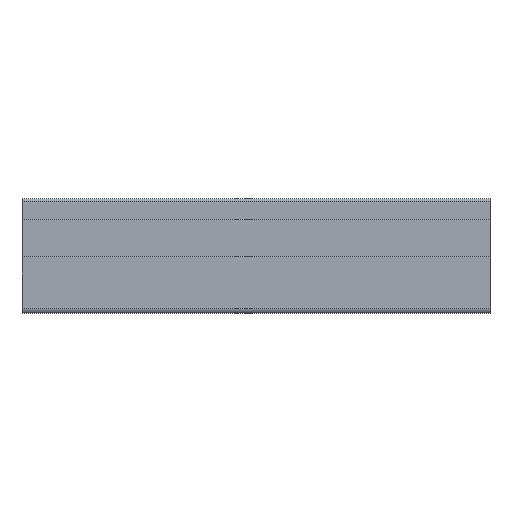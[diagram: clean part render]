
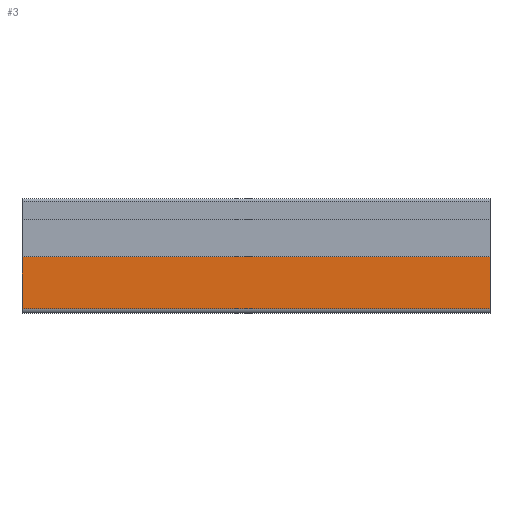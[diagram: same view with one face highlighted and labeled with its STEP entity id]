
A CAD part, front view. The second image highlights one B-rep face of the part: STEP entity #3.
In plain terms, the highlighted planar face has unit normal (0, -1, 0).
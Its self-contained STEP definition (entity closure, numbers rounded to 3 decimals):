
#3 = ADVANCED_FACE ( 'NONE', ( #78 ), #432, .F. ) ;
#78 = FACE_OUTER_BOUND ( 'NONE', #165, .T. ) ;
#83 = ORIENTED_EDGE ( 'NONE', *, *, #791, .F. ) ;
#84 = ORIENTED_EDGE ( 'NONE', *, *, #770, .F. ) ;
#85 = ORIENTED_EDGE ( 'NONE', *, *, #824, .T. ) ;
#89 = ORIENTED_EDGE ( 'NONE', *, *, #830, .T. ) ;
#130 = VERTEX_POINT ( 'NONE', #409 ) ;
#132 = VERTEX_POINT ( 'NONE', #444 ) ;
#137 = VERTEX_POINT ( 'NONE', #394 ) ;
#138 = VERTEX_POINT ( 'NONE', #393 ) ;
#165 = EDGE_LOOP ( 'NONE', ( #89, #84, #83, #85 ) ) ;
#300 = DIRECTION ( 'NONE',  ( 0., 0., -1. ) ) ;
#301 = CARTESIAN_POINT ( 'NONE',  ( 50., -7.518, 12.1 ) ) ;
#378 = DIRECTION ( 'NONE',  ( -1., 0., 0. ) ) ;
#393 = CARTESIAN_POINT ( 'NONE',  ( 50., -7.518, 1. ) ) ;
#394 = CARTESIAN_POINT ( 'NONE',  ( -50., -7.518, 12.1 ) ) ;
#409 = CARTESIAN_POINT ( 'NONE',  ( -50., -7.518, 1. ) ) ;
#419 = CARTESIAN_POINT ( 'NONE',  ( 50., -7.518, 1. ) ) ;
#427 = DIRECTION ( 'NONE',  ( 0., 0., 1. ) ) ;
#428 = DIRECTION ( 'NONE',  ( 0., 1., 0. ) ) ;
#432 = PLANE ( 'NONE',  #747 ) ;
#444 = CARTESIAN_POINT ( 'NONE',  ( 50., -7.518, 12.1 ) ) ;
#474 = CARTESIAN_POINT ( 'NONE',  ( 50., -7.518, 12.1 ) ) ;
#512 = LINE ( 'NONE', #710, #517 ) ;
#517 = VECTOR ( 'NONE', #640, 1000. ) ;
#543 = LINE ( 'NONE', #419, #554 ) ;
#554 = VECTOR ( 'NONE', #378, 1000. ) ;
#556 = VECTOR ( 'NONE', #676, 1000. ) ;
#578 = VECTOR ( 'NONE', #300, 1000. ) ;
#599 = LINE ( 'NONE', #656, #556 ) ;
#626 = LINE ( 'NONE', #301, #578 ) ;
#640 = DIRECTION ( 'NONE',  ( -1., 0., 0. ) ) ;
#656 = CARTESIAN_POINT ( 'NONE',  ( -50., -7.518, 12.1 ) ) ;
#676 = DIRECTION ( 'NONE',  ( 0., 0., -1. ) ) ;
#710 = CARTESIAN_POINT ( 'NONE',  ( 50., -7.518, 12.1 ) ) ;
#747 = AXIS2_PLACEMENT_3D ( 'NONE', #474, #428, #427 ) ;
#770 = EDGE_CURVE ( 'NONE', #138, #130, #543, .T. ) ;
#791 = EDGE_CURVE ( 'NONE', #132, #138, #626, .T. ) ;
#824 = EDGE_CURVE ( 'NONE', #132, #137, #512, .T. ) ;
#830 = EDGE_CURVE ( 'NONE', #137, #130, #599, .T. ) ;
